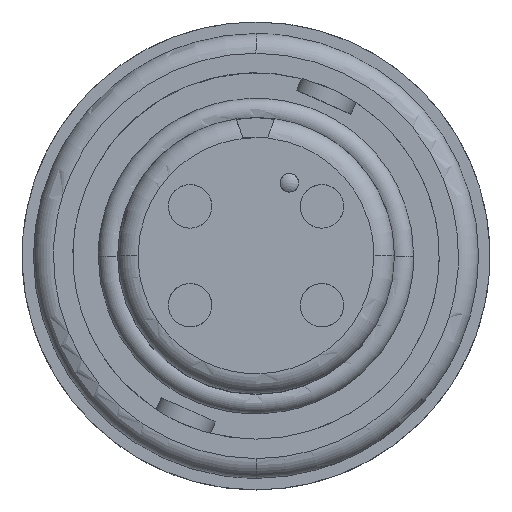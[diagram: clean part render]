
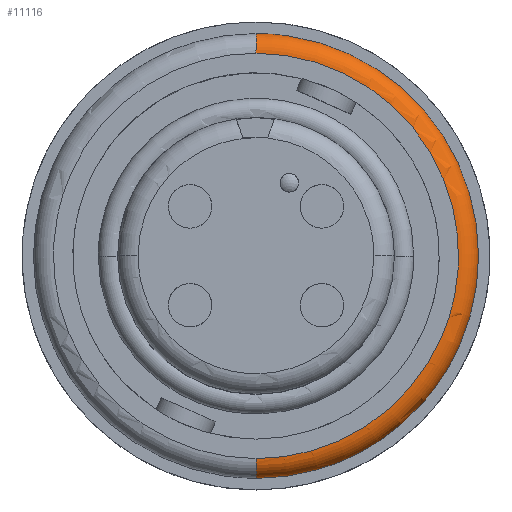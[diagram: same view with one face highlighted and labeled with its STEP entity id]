
A CAD part, top view. The second image highlights one B-rep face of the part: STEP entity #11116.
In plain terms, the highlighted toroidal (fillet/blend) face has major radius 7.811 mm and minor radius 0.762 mm.
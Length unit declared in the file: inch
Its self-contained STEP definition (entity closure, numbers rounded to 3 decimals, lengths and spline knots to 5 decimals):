
#829 = VERTEX_POINT ( 'NONE', #8562 ) ;
#866 = EDGE_CURVE ( 'NONE', #829, #11414, #2408, .T. ) ;
#1077 = DIRECTION ( 'NONE',  ( 0., 0., 1. ) ) ;
#1189 = DIRECTION ( 'NONE',  ( -1., 0., 0. ) ) ;
#1238 = CARTESIAN_POINT ( 'NONE',  ( 0., 0.3075, -0.161 ) ) ;
#1699 = CARTESIAN_POINT ( 'NONE',  ( 0.28145, -0.12385, -0.131 ) ) ;
#2122 = CARTESIAN_POINT ( 'NONE',  ( 0.25364, -0.17635, -0.131 ) ) ;
#2408 = B_SPLINE_CURVE_WITH_KNOTS ( 'NONE', 3,
 ( #4152, #4375, #4108, #4104, #4088, #4084, #4061, #4039, #4034, #4023 ),
 .UNSPECIFIED., .F., .F.,
 ( 4, 2, 2, 2, 4 ),
 ( 0.63195, 0.72396, 0.81598, 0.90799, 1. ),
 .UNSPECIFIED. ) ;
#2480 = CARTESIAN_POINT ( 'NONE',  ( 0.2153, -0.22154, -0.131 ) ) ;
#2667 = CARTESIAN_POINT ( 'NONE',  ( 0.26952, -0.15097, -0.131 ) ) ;
#3107 = DIRECTION ( 'NONE',  ( 0., 1., 0. ) ) ;
#3163 = DIRECTION ( 'NONE',  ( 1., 0., 0. ) ) ;
#3185 = B_SPLINE_CURVE_WITH_KNOTS ( 'NONE', 3,
 ( #9076, #9355, #8564, #8508, #8449, #8388, #8327, #8267, #8155, #8095, #8040, #7932, #7870, #7815, #7754, #7701, #7644, #7591 ),
 .UNSPECIFIED., .F., .F.,
 ( 4, 2, 2, 2, 2, 2, 2, 2, 4 ),
 ( 0.36805, 0.44704, 0.52604, 0.60503, 0.68402, 0.76302, 0.84201, 0.92101, 1. ),
 .UNSPECIFIED. ) ;
#3223 = CARTESIAN_POINT ( 'NONE',  ( 0., -0.3075, -0.161 ) ) ;
#3520 = CARTESIAN_POINT ( 'NONE',  ( 0., 0., -0.161 ) ) ;
#3708 = CARTESIAN_POINT ( 'NONE',  ( 0., 0.3375, -0.161 ) ) ;
#3762 = CARTESIAN_POINT ( 'NONE',  ( 0.02792, 0.3375, -0.161 ) ) ;
#3820 = CARTESIAN_POINT ( 'NONE',  ( 0.05584, 0.33402, -0.161 ) ) ;
#3888 = CARTESIAN_POINT ( 'NONE',  ( 0.10996, 0.3203, -0.161 ) ) ;
#3940 = CARTESIAN_POINT ( 'NONE',  ( 0.13617, 0.31007, -0.161 ) ) ;
#4005 = CARTESIAN_POINT ( 'NONE',  ( 0.18527, 0.28348, -0.161 ) ) ;
#4023 = CARTESIAN_POINT ( 'NONE',  ( 0.30891, -0.13594, -0.161 ) ) ;
#4034 = CARTESIAN_POINT ( 'NONE',  ( 0.29582, -0.1657, -0.161 ) ) ;
#4039 = CARTESIAN_POINT ( 'NONE',  ( 0.27839, -0.19356, -0.161 ) ) ;
#4061 = CARTESIAN_POINT ( 'NONE',  ( 0.23631, -0.24315, -0.161 ) ) ;
#4067 = CARTESIAN_POINT ( 'NONE',  ( 0.20816, 0.26712, -0.161 ) ) ;
#4084 = CARTESIAN_POINT ( 'NONE',  ( 0.21166, -0.26488, -0.161 ) ) ;
#4088 = CARTESIAN_POINT ( 'NONE',  ( 0.15719, -0.30042, -0.161 ) ) ;
#4104 = CARTESIAN_POINT ( 'NONE',  ( 0.12738, -0.31423, -0.161 ) ) ;
#4108 = CARTESIAN_POINT ( 'NONE',  ( 0.06504, -0.33277, -0.161 ) ) ;
#4135 = CARTESIAN_POINT ( 'NONE',  ( 0.24922, 0.22929, -0.161 ) ) ;
#4152 = CARTESIAN_POINT ( 'NONE',  ( 0., -0.3375, -0.161 ) ) ;
#4189 = CARTESIAN_POINT ( 'NONE',  ( 0.2674, 0.20781, -0.161 ) ) ;
#4304 = VERTEX_POINT ( 'NONE', #10984 ) ;
#4375 = CARTESIAN_POINT ( 'NONE',  ( 0.03252, -0.3375, -0.161 ) ) ;
#4962 = CARTESIAN_POINT ( 'NONE',  ( 0.29791, 0.16105, -0.161 ) ) ;
#5033 = CARTESIAN_POINT ( 'NONE',  ( 0.31025, 0.13576, -0.161 ) ) ;
#5222 = CARTESIAN_POINT ( 'NONE',  ( 0.32834, 0.08294, -0.161 ) ) ;
#5284 = CARTESIAN_POINT ( 'NONE',  ( 0.33409, 0.0554, -0.161 ) ) ;
#5346 = CARTESIAN_POINT ( 'NONE',  ( 0.33865, -0.00025, -0.161 ) ) ;
#5410 = CARTESIAN_POINT ( 'NONE',  ( 0.33746, -0.02836, -0.161 ) ) ;
#5483 = CARTESIAN_POINT ( 'NONE',  ( 0.32822, -0.08343, -0.161 ) ) ;
#5610 = CARTESIAN_POINT ( 'NONE',  ( 0.32016, -0.11038, -0.161 ) ) ;
#5679 = FACE_OUTER_BOUND ( 'NONE', #17572, .T. ) ;
#5764 = EDGE_CURVE ( 'NONE', #13196, #10369, #15222, .T. ) ;
#6317 = ORIENTED_EDGE ( 'NONE', *, *, #5764, .T. ) ;
#6320 = DIRECTION ( 'NONE',  ( 0., 1., 0. ) ) ;
#6542 = EDGE_CURVE ( 'NONE', #11414, #8335, #16426, .T. ) ;
#6755 = CARTESIAN_POINT ( 'NONE',  ( 0.30891, -0.13594, -0.161 ) ) ;
#6764 = ORIENTED_EDGE ( 'NONE', *, *, #7272, .T. ) ;
#6796 = ORIENTED_EDGE ( 'NONE', *, *, #866, .T. ) ;
#7031 = CARTESIAN_POINT ( 'NONE',  ( 0., -0.3075, -0.131 ) ) ;
#7227 = ORIENTED_EDGE ( 'NONE', *, *, #6542, .T. ) ;
#7272 = EDGE_CURVE ( 'NONE', #10369, #829, #14007, .T. ) ;
#7591 = CARTESIAN_POINT ( 'NONE',  ( 0.28145, -0.12385, -0.131 ) ) ;
#7644 = CARTESIAN_POINT ( 'NONE',  ( 0.2917, -0.10057, -0.131 ) ) ;
#7701 = CARTESIAN_POINT ( 'NONE',  ( 0.29904, -0.07601, -0.131 ) ) ;
#7754 = CARTESIAN_POINT ( 'NONE',  ( 0.30747, -0.02584, -0.131 ) ) ;
#7815 = CARTESIAN_POINT ( 'NONE',  ( 0.30855, -0.00023, -0.131 ) ) ;
#7870 = CARTESIAN_POINT ( 'NONE',  ( 0.30439, 0.05048, -0.131 ) ) ;
#7932 = CARTESIAN_POINT ( 'NONE',  ( 0.29915, 0.07557, -0.131 ) ) ;
#8040 = CARTESIAN_POINT ( 'NONE',  ( 0.28267, 0.1237, -0.131 ) ) ;
#8095 = CARTESIAN_POINT ( 'NONE',  ( 0.27143, 0.14673, -0.131 ) ) ;
#8155 = CARTESIAN_POINT ( 'NONE',  ( 0.24363, 0.18934, -0.131 ) ) ;
#8267 = CARTESIAN_POINT ( 'NONE',  ( 0.22707, 0.20891, -0.131 ) ) ;
#8327 = CARTESIAN_POINT ( 'NONE',  ( 0.18966, 0.24338, -0.131 ) ) ;
#8335 = VERTEX_POINT ( 'NONE', #12378 ) ;
#8388 = CARTESIAN_POINT ( 'NONE',  ( 0.1688, 0.25828, -0.131 ) ) ;
#8449 = CARTESIAN_POINT ( 'NONE',  ( 0.12407, 0.28251, -0.131 ) ) ;
#8508 = CARTESIAN_POINT ( 'NONE',  ( 0.10019, 0.29183, -0.131 ) ) ;
#8562 = CARTESIAN_POINT ( 'NONE',  ( 0., -0.3375, -0.161 ) ) ;
#8564 = CARTESIAN_POINT ( 'NONE',  ( 0.05087, 0.30433, -0.131 ) ) ;
#9076 = CARTESIAN_POINT ( 'NONE',  ( 0., 0.3075, -0.131 ) ) ;
#9355 = CARTESIAN_POINT ( 'NONE',  ( 0.02544, 0.3075, -0.131 ) ) ;
#9430 = EDGE_CURVE ( 'NONE', #4304, #13196, #3185, .T. ) ;
#9587 = EDGE_CURVE ( 'NONE', #4304, #8335, #14281, .T. ) ;
#10369 = VERTEX_POINT ( 'NONE', #7031 ) ;
#10984 = CARTESIAN_POINT ( 'NONE',  ( 0., 0.3075, -0.131 ) ) ;
#11116 = ADVANCED_FACE ( 'NONE', ( #5679 ), #16269, .T. ) ;
#11414 = VERTEX_POINT ( 'NONE', #13859 ) ;
#12378 = CARTESIAN_POINT ( 'NONE',  ( 0., 0.3375, -0.161 ) ) ;
#13196 = VERTEX_POINT ( 'NONE', #1699 ) ;
#13266 = AXIS2_PLACEMENT_3D ( 'NONE', #3223, #3163, #3107 ) ;
#13375 = ORIENTED_EDGE ( 'NONE', *, *, #9587, .F. ) ;
#13767 = ORIENTED_EDGE ( 'NONE', *, *, #9430, .T. ) ;
#13778 = CARTESIAN_POINT ( 'NONE',  ( 0.19285, -0.24134, -0.131 ) ) ;
#13859 = CARTESIAN_POINT ( 'NONE',  ( 0.30891, -0.13594, -0.161 ) ) ;
#14007 = CIRCLE ( 'NONE', #13266, 0.03 ) ;
#14167 = CARTESIAN_POINT ( 'NONE',  ( 0.14322, -0.27372, -0.131 ) ) ;
#14281 = CIRCLE ( 'NONE', #16216, 0.03 ) ;
#14428 = CARTESIAN_POINT ( 'NONE',  ( 0.11605, -0.2863, -0.131 ) ) ;
#14908 = CARTESIAN_POINT ( 'NONE',  ( 0.02963, -0.3075, -0.131 ) ) ;
#15197 = CARTESIAN_POINT ( 'NONE',  ( 0.28145, -0.12385, -0.131 ) ) ;
#15217 = CARTESIAN_POINT ( 'NONE',  ( 0.05925, -0.30319, -0.131 ) ) ;
#15222 = B_SPLINE_CURVE_WITH_KNOTS ( 'NONE', 3,
 ( #15197, #2667, #2122, #2480, #13778, #14167, #14428, #15217, #14908, #16924 ),
 .UNSPECIFIED., .F., .F.,
 ( 4, 2, 2, 2, 4 ),
 ( 0., 0.09201, 0.18402, 0.27604, 0.36805 ),
 .UNSPECIFIED. ) ;
#15900 = AXIS2_PLACEMENT_3D ( 'NONE', #3520, #17260, #6320 ) ;
#16216 = AXIS2_PLACEMENT_3D ( 'NONE', #1238, #1189, #1077 ) ;
#16269 = TOROIDAL_SURFACE ( 'NONE', #15900, 0.3075, 0.03 ) ;
#16426 = B_SPLINE_CURVE_WITH_KNOTS ( 'NONE', 3,
 ( #6755, #5610, #5483, #5410, #5346, #5284, #5222, #5033, #4962, #4189, #4135, #4067, #4005, #3940, #3888, #3820, #3762, #3708 ),
 .UNSPECIFIED., .F., .F.,
 ( 4, 2, 2, 2, 2, 2, 2, 2, 4 ),
 ( 0., 0.07899, 0.15799, 0.23698, 0.31598, 0.39497, 0.47396, 0.55296, 0.63195 ),
 .UNSPECIFIED. ) ;
#16924 = CARTESIAN_POINT ( 'NONE',  ( 0., -0.3075, -0.131 ) ) ;
#17260 = DIRECTION ( 'NONE',  ( 0., 0., -1. ) ) ;
#17572 = EDGE_LOOP ( 'NONE', ( #6317, #6764, #6796, #7227, #13375, #13767 ) ) ;
